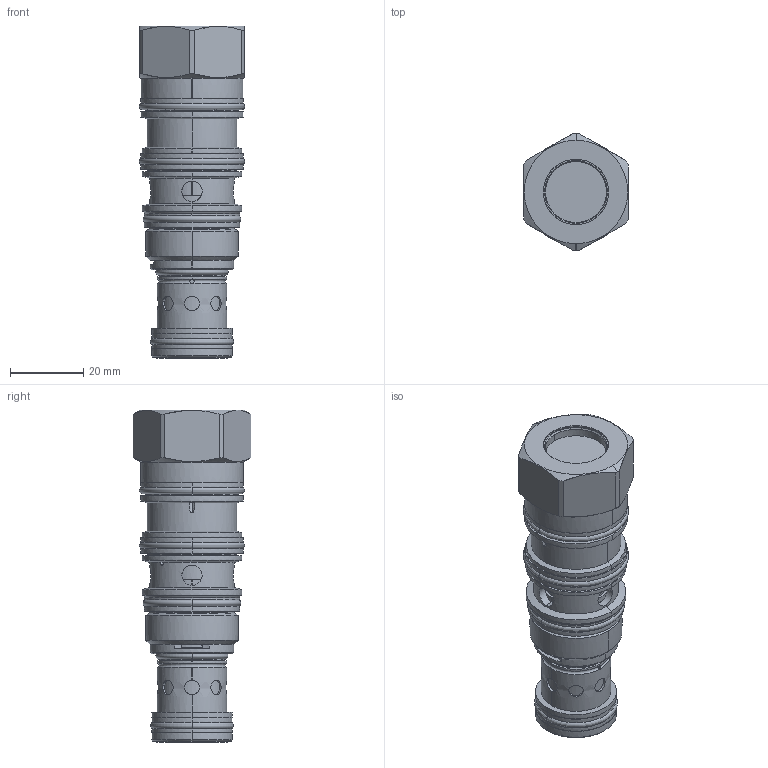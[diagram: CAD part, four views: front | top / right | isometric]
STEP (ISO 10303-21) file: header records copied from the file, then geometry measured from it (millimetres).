
FILE_DESCRIPTION((''),'2;1');
FILE_NAME('PVFA8WN_SW_PRT','2019-10-16T',('charlief'),(''),'PRO/ENGINEER BY PARAMETRIC TECHNOLOGY CORPORATION, 2016010','PRO/ENGINEER BY PARAMETRIC TECHNOLOGY CORPORATION, 2016010','');
FILE_SCHEMA(('CONFIG_CONTROL_DESIGN'));
Products named in the file (1): PVFA8WN_SW_PRT
Bounding box: 28.8 x 32.21 x 90.88 mm (x, y, z)
Surface area: 19667.6 mm2 (no closed solid volume)
Topology: 0 solids, 0 shells, 283 faces, 1320 edges, 1298 vertices
Faces by surface type: bspline 243, torus 40
Entity records: 52353 total; most frequent: CARTESIAN_POINT 40822, DIRECTION 1876, TRIMMED_CURVE 1466, DEFINITIONAL_REPRESENTATION 1276, PCURVE 1276, COMPOSITE_CURVE_SEGMENT 1276, VECTOR 1136, LINE 1136
